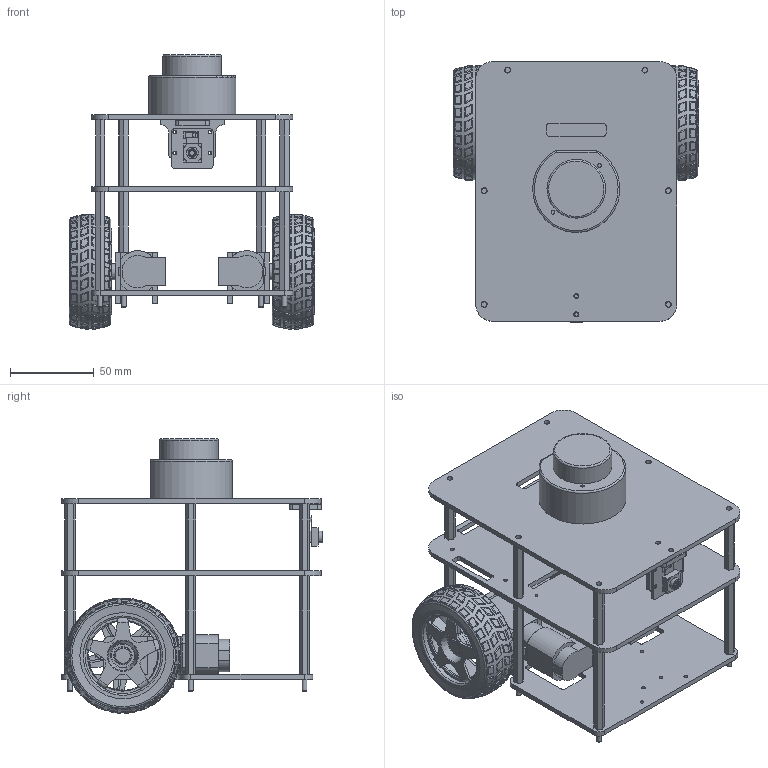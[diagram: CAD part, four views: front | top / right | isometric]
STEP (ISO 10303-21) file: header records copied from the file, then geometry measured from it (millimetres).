
FILE_DESCRIPTION(/* description */ ('STEP AP242','CAx-IF Rec.Pracs.---Representation and Presentation of Product Manufacturing Information (PMI)---4.0---2014-10-13','CAx-IF Rec.Pracs.---3D Tessellated Geometry---0.4---2014-09-14','2;1'),/* implementation_level */ '2;1');
FILE_NAME(/* name */ '67d97ef5b2c13f4b5166eb5a',/* time_stamp */ '2025-03-18T14:11:04Z',/* author */ (''),/* organization */ (''),/* preprocessor_version */ 'ST-DEVELOPER v20',/* originating_system */ 'ONSHAPE BY PTC INC, 1.195',/* authorisation */ ' ');
FILE_SCHEMA (('AP242_MANAGED_MODEL_BASED_3D_ENGINEERING_MIM_LF { 1 0 10303 442 1 1 4 }'));
Products named in the file (7): fastbot-student; Wheel D65x25 v1; fastbot-motor; fastbot-chassis; LSLIDAR-N10; raspicam
Assembly tree (9 placements, depth 2):
  fastbot-student
    Wheel D65x25 v1  x2
    fastbot-motor  x2
    fastbot-chassis
    Wheel D65x25 v1  x2
    LSLIDAR-N10
    raspicam
Bounding box: 146.53 x 155.62 x 164.01 mm (x, y, z)
Volume: 337300.2 mm3; surface area: 220776.3 mm2
Topology: 9 solids, 15 shells, 1939 faces, 4879 edges, 3248 vertices
Faces by surface type: bspline 800, plane 549, torus 298, cylinder 261, cone 31
Full cylindrical faces by diameter (mm): 1 x4, 1.5 x4, 1.75 x4, 2.2 x8, 2.286 x2, 2.3 x14, 2.927 x12, 3 x17, 3.2 x24, 3.5 x7, 3.9 x2, 4.5 x1, 5.3 x2, 5.5 x2, 7 x3, 9.8 x2, 10 x2, 15 x2, 35 x1, 45.4 x4, 48.2 x8, 48.8 x4, 51.4 x14, 53.8 x4
Entity records: 46205 total; most frequent: CARTESIAN_POINT 20782, ORIENTED_EDGE 5700, DIRECTION 3847, EDGE_CURVE 2850, VERTEX_POINT 1991, EDGE_LOOP 1691, FACE_BOUND 1691, AXIS2_PLACEMENT_3D 1420
